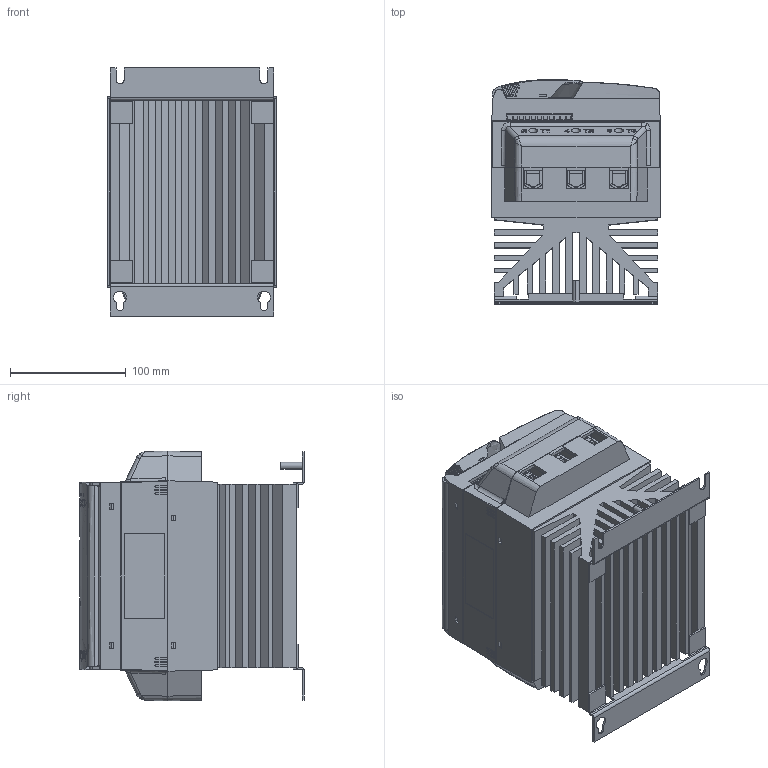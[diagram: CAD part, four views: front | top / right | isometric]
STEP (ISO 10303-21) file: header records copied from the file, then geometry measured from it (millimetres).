
FILE_DESCRIPTION (( 'STEP AP214' ), '1' );
FILE_NAME ('Middle Jake - CSXi 37- 55kW “Medium”, simplified.STEP', '2012-12-19T21:30:54', ( '' ), ( '' ), 'SwSTEP 2.0', 'SolidWorks 2012', '' );
FILE_SCHEMA (( 'AUTOMOTIVE_DESIGN' ));
Length unit declared in the file: millimetre
Products named in the file (1): Middle Jake - CSXi 37- 55kW “Medium”, simplified
Bounding box: 145.1 x 193.39 x 215.48 mm (x, y, z)
Surface area: 729218.4 mm2 (no closed solid volume)
Topology: 0 solids, 43 shells, 2997 faces, 7823 edges, 5036 vertices
Faces by surface type: plane 2013, cylinder 431, bspline 325, cone 214, torus 14
Entity records: 163352 total; most frequent: CARTESIAN_POINT 59711, ORIENTED_EDGE 15608, DIRECTION 12649, EDGE_CURVE 7817, LINE 5411, VECTOR 5411, VERTEX_POINT 5036, AXIS2_PLACEMENT_3D 3619
